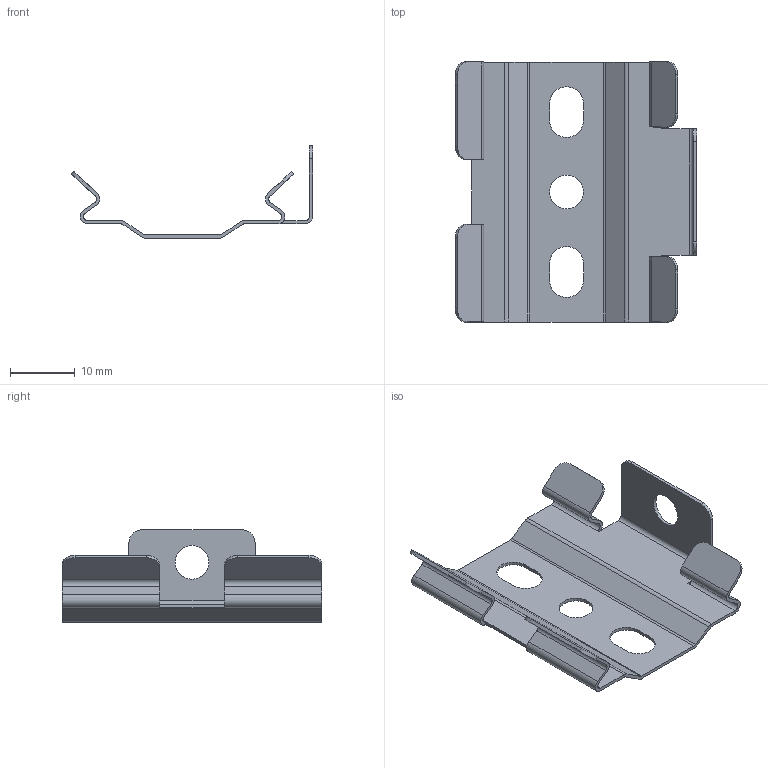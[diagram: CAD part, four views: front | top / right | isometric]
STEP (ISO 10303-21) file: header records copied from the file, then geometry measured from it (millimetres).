
FILE_DESCRIPTION (( 'STEP AP203' ), '1' );
FILE_NAME ('P00G1.STEP', '2019-11-06T12:11:08', ( '' ), ( '' ), 'SwSTEP 2.0', 'SolidWorks 2017', '' );
FILE_SCHEMA (( 'CONFIG_CONTROL_DESIGN' ));
Length unit declared in the file: metre
Products named in the file (1): P00G1
Bounding box: 37.11 x 40 x 14.2 mm (x, y, z)
Volume: 983.9 mm3; surface area: 4098.8 mm2
Topology: 1 solids, 1 shells, 91 faces, 259 edges, 170 vertices
Faces by surface type: plane 49, cylinder 42
Full cylindrical faces by diameter (mm): 5.2 x2
Entity records: 3056 total; most frequent: DIRECTION 525, CARTESIAN_POINT 519, ORIENTED_EDGE 514, EDGE_CURVE 257, AXIS2_PLACEMENT_3D 176, VECTOR 173, LINE 173, VERTEX_POINT 170
